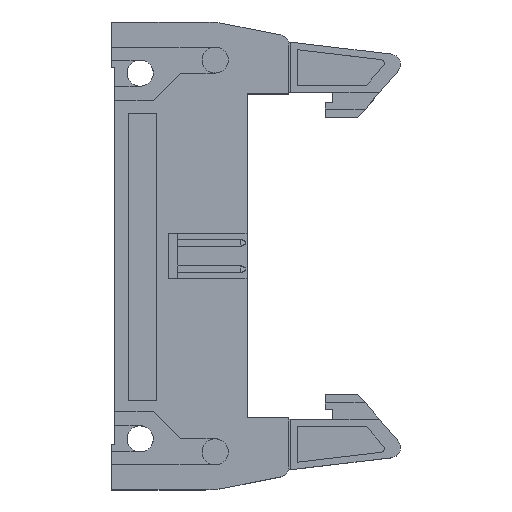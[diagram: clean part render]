
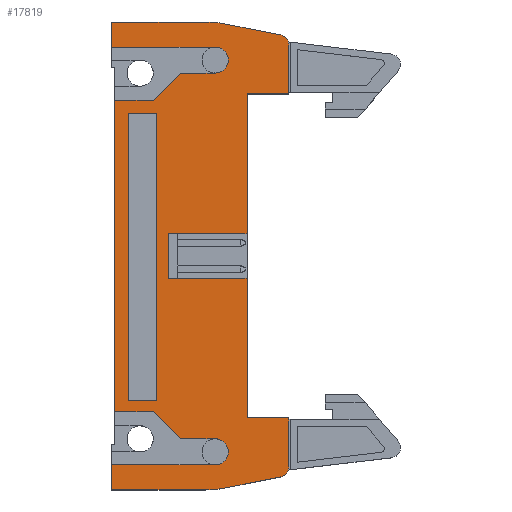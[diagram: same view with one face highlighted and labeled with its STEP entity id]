
A CAD part, top view. The second image highlights one B-rep face of the part: STEP entity #17819.
In plain terms, the highlighted face is planar.
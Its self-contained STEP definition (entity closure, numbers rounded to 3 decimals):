
#979=LINE('',#24243,#2655);
#986=LINE('',#24261,#2662);
#1000=LINE('',#24295,#2676);
#1006=LINE('',#24306,#2682);
#1009=LINE('',#24312,#2685);
#1013=LINE('',#24321,#2689);
#1021=LINE('',#24337,#2697);
#1023=LINE('',#24341,#2699);
#1029=LINE('',#24354,#2705);
#1036=LINE('',#24368,#2712);
#1051=LINE('',#24397,#2727);
#1053=LINE('',#24401,#2729);
#1055=LINE('',#24405,#2731);
#1056=LINE('',#24407,#2732);
#1100=LINE('',#24523,#2776);
#1103=LINE('',#24529,#2779);
#1106=LINE('',#24535,#2782);
#1146=LINE('',#24627,#2822);
#1150=LINE('',#24636,#2826);
#1153=LINE('',#24642,#2829);
#1156=LINE('',#24648,#2832);
#1289=LINE('',#24953,#2965);
#1291=LINE('',#24961,#2967);
#1297=LINE('',#24973,#2973);
#1300=LINE('',#24979,#2976);
#1301=LINE('',#24981,#2977);
#1302=LINE('',#24982,#2978);
#1303=LINE('',#24984,#2979);
#2655=VECTOR('',#20642,1000.);
#2662=VECTOR('',#20657,1000.);
#2676=VECTOR('',#20685,1000.);
#2682=VECTOR('',#20693,1000.);
#2685=VECTOR('',#20698,1000.);
#2689=VECTOR('',#20706,1000.);
#2697=VECTOR('',#20718,1000.);
#2699=VECTOR('',#20722,1000.);
#2705=VECTOR('',#20730,1000.);
#2712=VECTOR('',#20739,1000.);
#2727=VECTOR('',#20764,1000.);
#2729=VECTOR('',#20768,1000.);
#2731=VECTOR('',#20772,1000.);
#2732=VECTOR('',#20775,1000.);
#2776=VECTOR('',#20899,1000.);
#2779=VECTOR('',#20904,1000.);
#2782=VECTOR('',#20909,1000.);
#2822=VECTOR('',#20993,1000.);
#2826=VECTOR('',#20999,1000.);
#2829=VECTOR('',#21004,1000.);
#2832=VECTOR('',#21009,1000.);
#2965=VECTOR('',#21308,1000.);
#2967=VECTOR('',#21318,1000.);
#2973=VECTOR('',#21328,1000.);
#2976=VECTOR('',#21333,1000.);
#2977=VECTOR('',#21336,1000.);
#2978=VECTOR('',#21337,1000.);
#2979=VECTOR('',#21338,1000.);
#5780=ORIENTED_EDGE('',*,*,#8197,.T.);
#5781=ORIENTED_EDGE('',*,*,#8201,.T.);
#5782=ORIENTED_EDGE('',*,*,#8204,.T.);
#5783=ORIENTED_EDGE('',*,*,#8207,.T.);
#5784=ORIENTED_EDGE('',*,*,#8140,.F.);
#5785=ORIENTED_EDGE('',*,*,#8145,.F.);
#5786=ORIENTED_EDGE('',*,*,#8374,.F.);
#5787=ORIENTED_EDGE('',*,*,#8059,.F.);
#5788=ORIENTED_EDGE('',*,*,#8096,.F.);
#5789=ORIENTED_EDGE('',*,*,#8053,.F.);
#5790=ORIENTED_EDGE('',*,*,#7173,.F.);
#5791=ORIENTED_EDGE('',*,*,#8030,.F.);
#5792=ORIENTED_EDGE('',*,*,#8036,.F.);
#5793=ORIENTED_EDGE('',*,*,#8043,.F.);
#5794=ORIENTED_EDGE('',*,*,#8085,.F.);
#5795=ORIENTED_EDGE('',*,*,#8083,.F.);
#5796=ORIENTED_EDGE('',*,*,#8081,.F.);
#5797=ORIENTED_EDGE('',*,*,#8039,.F.);
#5798=ORIENTED_EDGE('',*,*,#8013,.F.);
#5799=ORIENTED_EDGE('',*,*,#8004,.F.);
#5800=ORIENTED_EDGE('',*,*,#8027,.F.);
#5801=ORIENTED_EDGE('',*,*,#8051,.F.);
#5802=ORIENTED_EDGE('',*,*,#8094,.F.);
#5803=ORIENTED_EDGE('',*,*,#8066,.F.);
#5804=ORIENTED_EDGE('',*,*,#8360,.F.);
#5805=ORIENTED_EDGE('',*,*,#8086,.F.);
#5806=ORIENTED_EDGE('',*,*,#8361,.F.);
#5807=ORIENTED_EDGE('',*,*,#8364,.F.);
#5808=ORIENTED_EDGE('',*,*,#8370,.F.);
#5809=ORIENTED_EDGE('',*,*,#8373,.F.);
#5810=ORIENTED_EDGE('',*,*,#8375,.F.);
#5811=ORIENTED_EDGE('',*,*,#8376,.F.);
#5812=ORIENTED_EDGE('',*,*,#8151,.F.);
#5813=ORIENTED_EDGE('',*,*,#8148,.F.);
#7173=EDGE_CURVE('',#8932,#8933,#9983,.T.);
#8004=EDGE_CURVE('',#9495,#9496,#979,.T.);
#8013=EDGE_CURVE('',#9496,#9503,#986,.T.);
#8027=EDGE_CURVE('',#9514,#9495,#10037,.T.);
#8030=EDGE_CURVE('',#9515,#8932,#1000,.T.);
#8036=EDGE_CURVE('',#9519,#9515,#1006,.T.);
#8039=EDGE_CURVE('',#9503,#9521,#1009,.T.);
#8043=EDGE_CURVE('',#9524,#9519,#1013,.T.);
#8051=EDGE_CURVE('',#9530,#9514,#1021,.T.);
#8053=EDGE_CURVE('',#8933,#9532,#1023,.T.);
#8059=EDGE_CURVE('',#9537,#9538,#1029,.T.);
#8066=EDGE_CURVE('',#9543,#9544,#1036,.T.);
#8081=EDGE_CURVE('',#9521,#9553,#1051,.T.);
#8083=EDGE_CURVE('',#9553,#9554,#1053,.T.);
#8085=EDGE_CURVE('',#9554,#9524,#1055,.T.);
#8086=EDGE_CURVE('',#9555,#9556,#1056,.T.);
#8094=EDGE_CURVE('',#9544,#9530,#10042,.T.);
#8096=EDGE_CURVE('',#9532,#9537,#10044,.T.);
#8140=EDGE_CURVE('',#9582,#9583,#10050,.T.);
#8145=EDGE_CURVE('',#9587,#9582,#1100,.T.);
#8148=EDGE_CURVE('',#9583,#9589,#1103,.T.);
#8151=EDGE_CURVE('',#9589,#9591,#1106,.T.);
#8197=EDGE_CURVE('',#9621,#9622,#1146,.T.);
#8201=EDGE_CURVE('',#9622,#9625,#1150,.T.);
#8204=EDGE_CURVE('',#9625,#9627,#1153,.T.);
#8207=EDGE_CURVE('',#9627,#9621,#1156,.T.);
#8360=EDGE_CURVE('',#9556,#9543,#1289,.T.);
#8361=EDGE_CURVE('',#9718,#9555,#10079,.T.);
#8364=EDGE_CURVE('',#9720,#9718,#1291,.T.);
#8370=EDGE_CURVE('',#9724,#9720,#1297,.T.);
#8373=EDGE_CURVE('',#9725,#9724,#1300,.T.);
#8374=EDGE_CURVE('',#9538,#9587,#1301,.T.);
#8375=EDGE_CURVE('',#9726,#9725,#1302,.T.);
#8376=EDGE_CURVE('',#9591,#9726,#1303,.T.);
#8932=VERTEX_POINT('',#22547);
#8933=VERTEX_POINT('',#22549);
#9495=VERTEX_POINT('',#24242);
#9496=VERTEX_POINT('',#24244);
#9503=VERTEX_POINT('',#24262);
#9514=VERTEX_POINT('',#24289);
#9515=VERTEX_POINT('',#24294);
#9519=VERTEX_POINT('',#24305);
#9521=VERTEX_POINT('',#24310);
#9524=VERTEX_POINT('',#24320);
#9530=VERTEX_POINT('',#24336);
#9532=VERTEX_POINT('',#24342);
#9537=VERTEX_POINT('',#24353);
#9538=VERTEX_POINT('',#24355);
#9543=VERTEX_POINT('',#24367);
#9544=VERTEX_POINT('',#24369);
#9553=VERTEX_POINT('',#24398);
#9554=VERTEX_POINT('',#24402);
#9555=VERTEX_POINT('',#24408);
#9556=VERTEX_POINT('',#24409);
#9582=VERTEX_POINT('',#24513);
#9583=VERTEX_POINT('',#24514);
#9587=VERTEX_POINT('',#24524);
#9589=VERTEX_POINT('',#24530);
#9591=VERTEX_POINT('',#24536);
#9621=VERTEX_POINT('',#24628);
#9622=VERTEX_POINT('',#24629);
#9625=VERTEX_POINT('',#24637);
#9627=VERTEX_POINT('',#24643);
#9718=VERTEX_POINT('',#24956);
#9720=VERTEX_POINT('',#24962);
#9724=VERTEX_POINT('',#24974);
#9725=VERTEX_POINT('',#24978);
#9726=VERTEX_POINT('',#24983);
#9983=CIRCLE('',#18122,1.);
#10037=CIRCLE('',#18482,1.);
#10042=CIRCLE('',#18508,10.);
#10044=CIRCLE('',#18511,10.);
#10050=CIRCLE('',#18537,1.25);
#10079=CIRCLE('',#18652,1.25);
#10614=EDGE_LOOP('',(#5780,#5781,#5782,#5783));
#10615=EDGE_LOOP('',(#5784,#5785,#5786,#5787,#5788,#5789,#5790,#5791,#5792,
#5793,#5794,#5795,#5796,#5797,#5798,#5799,#5800,#5801,#5802,#5803,#5804,
#5805,#5806,#5807,#5808,#5809,#5810,#5811,#5812,#5813));
#11398=FACE_BOUND('',#10614,.T.);
#11399=FACE_BOUND('',#10615,.T.);
#12109=PLANE('',#18658);
#17819=ADVANCED_FACE('',(#11398,#11399),#12109,.F.);
#18122=AXIS2_PLACEMENT_3D('',#22548,#19159,#19160);
#18482=AXIS2_PLACEMENT_3D('',#24290,#20679,#20680);
#18508=AXIS2_PLACEMENT_3D('',#24422,#20793,#20794);
#18511=AXIS2_PLACEMENT_3D('',#24425,#20799,#20800);
#18537=AXIS2_PLACEMENT_3D('',#24512,#20889,#20890);
#18652=AXIS2_PLACEMENT_3D('',#24955,#21311,#21312);
#18658=AXIS2_PLACEMENT_3D('',#24980,#21334,#21335);
#19159=DIRECTION('',(0.,1.,0.));
#19160=DIRECTION('',(0.,0.,1.));
#20642=DIRECTION('',(1.,0.,0.));
#20657=DIRECTION('',(0.,0.,-1.));
#20679=DIRECTION('',(0.,1.,0.));
#20680=DIRECTION('',(0.,0.,1.));
#20685=DIRECTION('',(1.,0.,0.));
#20693=DIRECTION('',(0.,0.,1.));
#20698=DIRECTION('',(1.,0.,0.));
#20706=DIRECTION('',(1.,0.,0.));
#20718=DIRECTION('',(0.196,0.,0.981));
#20722=DIRECTION('',(0.196,0.,-0.981));
#20730=DIRECTION('',(0.,0.,-1.));
#20739=DIRECTION('',(0.,0.,1.));
#20764=DIRECTION('',(0.,0.,-1.));
#20768=DIRECTION('',(1.,0.,0.));
#20772=DIRECTION('',(0.,0.,1.));
#20775=DIRECTION('',(0.,0.,-1.));
#20793=DIRECTION('',(0.,1.,0.));
#20794=DIRECTION('',(0.,0.,1.));
#20799=DIRECTION('',(0.,1.,0.));
#20800=DIRECTION('',(0.,0.,1.));
#20889=DIRECTION('',(0.,-1.,0.));
#20890=DIRECTION('',(1.,0.,0.));
#20899=DIRECTION('',(0.,0.,1.));
#20904=DIRECTION('',(0.,0.,-1.));
#20909=DIRECTION('',(-0.707,0.,-0.707));
#20993=DIRECTION('',(0.,0.,1.));
#20999=DIRECTION('',(1.,0.,0.));
#21004=DIRECTION('',(0.,0.,-1.));
#21009=DIRECTION('',(-1.,0.,0.));
#21308=DIRECTION('',(-1.,0.,0.));
#21311=DIRECTION('',(0.,-1.,0.));
#21312=DIRECTION('',(1.,0.,0.));
#21318=DIRECTION('',(0.,0.,1.));
#21328=DIRECTION('',(-0.707,0.,0.707));
#21333=DIRECTION('',(0.,0.,1.));
#21334=DIRECTION('',(0.,1.,0.));
#21335=DIRECTION('',(0.,0.,1.));
#21336=DIRECTION('',(-1.,0.,0.));
#21337=DIRECTION('',(-1.,0.,0.));
#21338=DIRECTION('',(0.,0.,-1.));
#22547=CARTESIAN_POINT('',(20.23,-4.15,12.));
#22548=CARTESIAN_POINT('',(20.23,-4.15,11.));
#22549=CARTESIAN_POINT('',(21.211,-4.15,11.196));
#24242=CARTESIAN_POINT('',(-20.23,-4.15,12.));
#24243=CARTESIAN_POINT('',(-21.05,-4.15,12.));
#24244=CARTESIAN_POINT('',(-15.55,-4.15,12.));
#24261=CARTESIAN_POINT('',(-15.55,-4.15,12.));
#24262=CARTESIAN_POINT('',(-15.55,-4.15,8.));
#24289=CARTESIAN_POINT('',(-21.211,-4.15,11.196));
#24290=CARTESIAN_POINT('',(-20.23,-4.15,11.));
#24294=CARTESIAN_POINT('',(15.55,-4.15,12.));
#24295=CARTESIAN_POINT('',(15.55,-4.15,12.));
#24305=CARTESIAN_POINT('',(15.55,-4.15,8.));
#24306=CARTESIAN_POINT('',(15.55,-4.15,8.));
#24310=CARTESIAN_POINT('',(-2.125,-4.15,8.));
#24312=CARTESIAN_POINT('',(-15.55,-4.15,8.));
#24320=CARTESIAN_POINT('',(2.125,-4.15,8.));
#24321=CARTESIAN_POINT('',(-15.55,-4.15,8.));
#24336=CARTESIAN_POINT('',(-22.256,-4.15,5.971));
#24337=CARTESIAN_POINT('',(-21.05,-4.15,12.));
#24341=CARTESIAN_POINT('',(21.05,-4.15,12.));
#24342=CARTESIAN_POINT('',(22.256,-4.15,5.971));
#24353=CARTESIAN_POINT('',(22.45,-4.15,4.01));
#24354=CARTESIAN_POINT('',(22.45,-4.15,5.));
#24355=CARTESIAN_POINT('',(22.45,-4.15,-5.));
#24367=CARTESIAN_POINT('',(-22.45,-4.15,-5.));
#24368=CARTESIAN_POINT('',(-22.45,-4.15,-5.));
#24369=CARTESIAN_POINT('',(-22.45,-4.15,4.01));
#24397=CARTESIAN_POINT('',(-2.125,-4.15,8.));
#24398=CARTESIAN_POINT('',(-2.125,-4.15,0.45));
#24401=CARTESIAN_POINT('',(-2.125,-4.15,0.45));
#24402=CARTESIAN_POINT('',(2.125,-4.15,0.45));
#24405=CARTESIAN_POINT('',(2.125,-4.15,0.45));
#24407=CARTESIAN_POINT('',(-20.05,-4.15,4.95));
#24408=CARTESIAN_POINT('',(-20.05,-4.15,4.95));
#24409=CARTESIAN_POINT('',(-20.05,-4.15,-5.));
#24422=CARTESIAN_POINT('',(-12.45,-4.15,4.01));
#24425=CARTESIAN_POINT('',(12.45,-4.15,4.01));
#24512=CARTESIAN_POINT('',(18.8,-4.15,4.95));
#24513=CARTESIAN_POINT('',(20.05,-4.15,4.95));
#24514=CARTESIAN_POINT('',(17.55,-4.15,4.95));
#24523=CARTESIAN_POINT('',(20.05,-4.15,-5.));
#24524=CARTESIAN_POINT('',(20.05,-4.15,-5.));
#24529=CARTESIAN_POINT('',(17.55,-4.15,4.95));
#24530=CARTESIAN_POINT('',(17.55,-4.15,1.6));
#24535=CARTESIAN_POINT('',(17.55,-4.15,1.6));
#24536=CARTESIAN_POINT('',(14.95,-4.15,-1.));
#24627=CARTESIAN_POINT('',(-13.7,-4.15,-3.35));
#24628=CARTESIAN_POINT('',(-13.7,-4.15,-3.35));
#24629=CARTESIAN_POINT('',(-13.7,-4.15,-0.65));
#24636=CARTESIAN_POINT('',(-13.7,-4.15,-0.65));
#24637=CARTESIAN_POINT('',(13.9,-4.15,-0.65));
#24642=CARTESIAN_POINT('',(13.9,-4.15,-0.65));
#24643=CARTESIAN_POINT('',(13.9,-4.15,-3.35));
#24648=CARTESIAN_POINT('',(13.9,-4.15,-3.35));
#24953=CARTESIAN_POINT('',(22.45,-4.15,-5.));
#24955=CARTESIAN_POINT('',(-18.8,-4.15,4.95));
#24956=CARTESIAN_POINT('',(-17.55,-4.15,4.95));
#24961=CARTESIAN_POINT('',(-17.55,-4.15,4.95));
#24962=CARTESIAN_POINT('',(-17.55,-4.15,1.6));
#24973=CARTESIAN_POINT('',(-17.55,-4.15,1.6));
#24974=CARTESIAN_POINT('',(-14.95,-4.15,-1.));
#24978=CARTESIAN_POINT('',(-14.95,-4.15,-4.7));
#24979=CARTESIAN_POINT('',(-14.95,-4.15,-1.));
#24980=CARTESIAN_POINT('',(0.,-4.15,0.));
#24981=CARTESIAN_POINT('',(22.45,-4.15,-5.));
#24982=CARTESIAN_POINT('',(18.05,-4.15,-4.7));
#24983=CARTESIAN_POINT('',(14.95,-4.15,-4.7));
#24984=CARTESIAN_POINT('',(14.95,-4.15,-1.));
